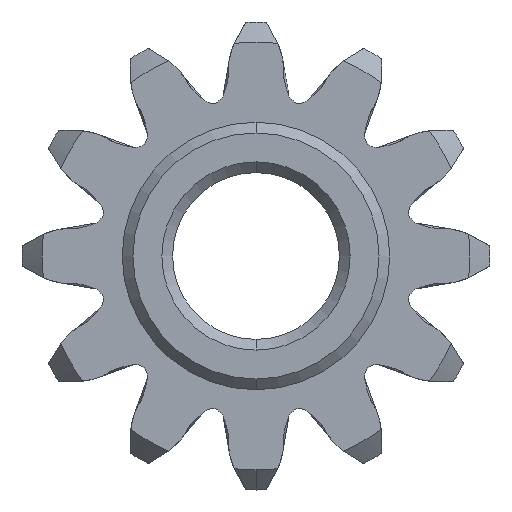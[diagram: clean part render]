
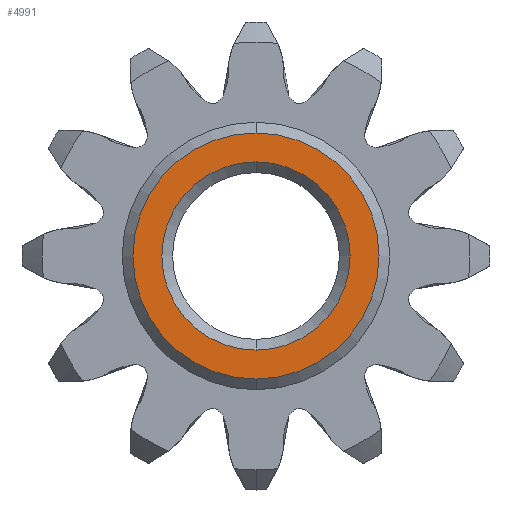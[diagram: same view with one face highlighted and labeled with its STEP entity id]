
A CAD part, left-side view. The second image highlights one B-rep face of the part: STEP entity #4991.
In plain terms, the highlighted planar face has unit normal (-1, 0, 0).
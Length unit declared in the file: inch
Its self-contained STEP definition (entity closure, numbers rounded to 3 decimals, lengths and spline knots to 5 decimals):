
#324 = CARTESIAN_POINT ( 'NONE',  ( -0.375, 0.21453, 0.01227 ) ) ;
#390 = AXIS2_PLACEMENT_3D ( 'NONE', #909, #4855, #6473 ) ;
#656 = DIRECTION ( 'NONE',  ( 0., 0., -1. ) ) ;
#776 = EDGE_CURVE ( 'NONE', #3017, #4924, #1108, .T. ) ;
#885 = VERTEX_POINT ( 'NONE', #5190 ) ;
#903 = AXIS2_PLACEMENT_3D ( 'NONE', #324, #3689, #4857 ) ;
#909 = CARTESIAN_POINT ( 'NONE',  ( -0.375, 0., 0. ) ) ;
#1108 = CIRCLE ( 'NONE', #3231, 0.115 ) ;
#1129 = CIRCLE ( 'NONE', #1750, 0.115 ) ;
#1243 = DIRECTION ( 'NONE',  ( -1., 0., 0. ) ) ;
#1378 = AXIS2_PLACEMENT_3D ( 'NONE', #5421, #6556, #3741 ) ;
#1432 = DIRECTION ( 'NONE',  ( 0., 0., -1. ) ) ;
#1540 = CARTESIAN_POINT ( 'NONE',  ( -0.375, 0., 0. ) ) ;
#1617 = CIRCLE ( 'NONE', #1378, 0.088 ) ;
#1750 = AXIS2_PLACEMENT_3D ( 'NONE', #1540, #3847, #1432 ) ;
#1752 = ORIENTED_EDGE ( 'NONE', *, *, #776, .T. ) ;
#2024 = PLANE ( 'NONE',  #903 ) ;
#2352 = CARTESIAN_POINT ( 'NONE',  ( -0.375, 0., 0. ) ) ;
#2839 = ORIENTED_EDGE ( 'NONE', *, *, #3432, .T. ) ;
#2904 = VERTEX_POINT ( 'NONE', #7246 ) ;
#3017 = VERTEX_POINT ( 'NONE', #6771 ) ;
#3134 = CIRCLE ( 'NONE', #390, 0.088 ) ;
#3231 = AXIS2_PLACEMENT_3D ( 'NONE', #2352, #1243, #656 ) ;
#3374 = CARTESIAN_POINT ( 'NONE',  ( -0.375, 0., -0.115 ) ) ;
#3383 = ORIENTED_EDGE ( 'NONE', *, *, #7106, .T. ) ;
#3432 = EDGE_CURVE ( 'NONE', #4924, #3017, #1129, .T. ) ;
#3689 = DIRECTION ( 'NONE',  ( -1., 0., 0. ) ) ;
#3741 = DIRECTION ( 'NONE',  ( 0., 0., 1. ) ) ;
#3847 = DIRECTION ( 'NONE',  ( -1., 0., 0. ) ) ;
#4182 = FACE_OUTER_BOUND ( 'NONE', #5558, .T. ) ;
#4224 = EDGE_LOOP ( 'NONE', ( #4730, #3383 ) ) ;
#4730 = ORIENTED_EDGE ( 'NONE', *, *, #4843, .T. ) ;
#4843 = EDGE_CURVE ( 'NONE', #2904, #885, #1617, .T. ) ;
#4855 = DIRECTION ( 'NONE',  ( 1., 0., 0. ) ) ;
#4857 = DIRECTION ( 'NONE',  ( 0., 0., 1. ) ) ;
#4924 = VERTEX_POINT ( 'NONE', #3374 ) ;
#4991 = ADVANCED_FACE ( 'NONE', ( #4182, #5825 ), #2024, .T. ) ;
#5190 = CARTESIAN_POINT ( 'NONE',  ( -0.375, 0., -0.088 ) ) ;
#5421 = CARTESIAN_POINT ( 'NONE',  ( -0.375, 0., 0. ) ) ;
#5558 = EDGE_LOOP ( 'NONE', ( #2839, #1752 ) ) ;
#5825 = FACE_BOUND ( 'NONE', #4224, .T. ) ;
#6473 = DIRECTION ( 'NONE',  ( 0., 0., 1. ) ) ;
#6556 = DIRECTION ( 'NONE',  ( 1., 0., 0. ) ) ;
#6771 = CARTESIAN_POINT ( 'NONE',  ( -0.375, 0., 0.115 ) ) ;
#7106 = EDGE_CURVE ( 'NONE', #885, #2904, #3134, .T. ) ;
#7246 = CARTESIAN_POINT ( 'NONE',  ( -0.375, 0., 0.088 ) ) ;
